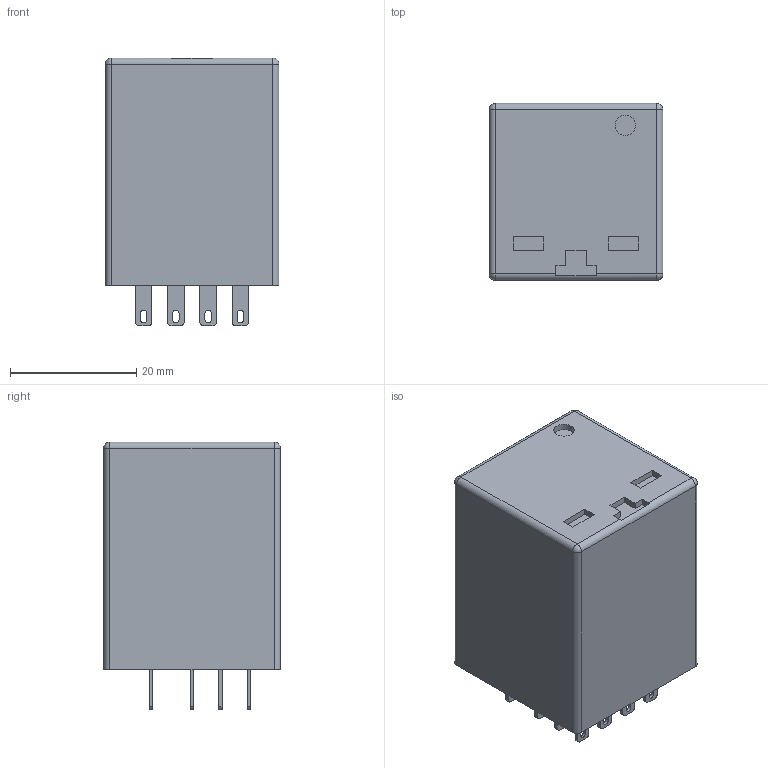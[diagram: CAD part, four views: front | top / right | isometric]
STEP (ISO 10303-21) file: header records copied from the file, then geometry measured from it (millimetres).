
FILE_DESCRIPTION(('FreeCAD Model'),'2;1');
FILE_NAME('Open CASCADE Shape Model','2024-09-19T12:36:21',(''),(''), 'Open CASCADE STEP processor 7.6','FreeCAD','Unknown');
FILE_SCHEMA(('AUTOMOTIVE_DESIGN { 1 0 10303 214 1 1 1 1 }'));
Length unit declared in the file: millimetre
Products named in the file (1): Relay
Bounding box: 27.5 x 28 x 42.4 mm (x, y, z)
Volume: 27721.7 mm3; surface area: 6016.1 mm2
Topology: 1 solids, 1 shells, 193 faces, 514 edges, 336 vertices
Faces by surface type: plane 124, cylinder 65, sphere 4
Full cylindrical faces by diameter (mm): 3.22 x1
Entity records: 6038 total; most frequent: CARTESIAN_POINT 1040, DIRECTION 1030, ORIENTED_EDGE 1020, EDGE_CURVE 510, LINE 378, VECTOR 378, VERTEX_POINT 336, AXIS2_PLACEMENT_3D 326
